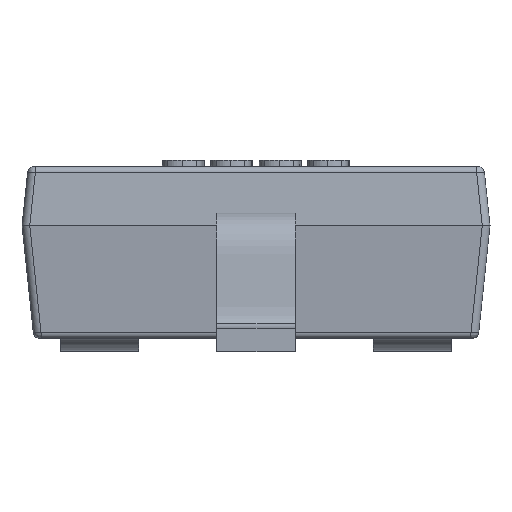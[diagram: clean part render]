
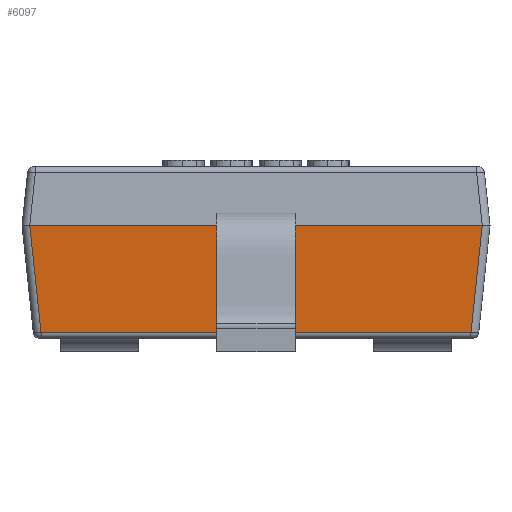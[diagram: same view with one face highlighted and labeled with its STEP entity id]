
A CAD part, left-side view. The second image highlights one B-rep face of the part: STEP entity #6097.
In plain terms, the highlighted planar face has unit normal (-0.996, 0, -0.086).
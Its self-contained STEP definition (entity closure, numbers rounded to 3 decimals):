
#6097 = ADVANCED_FACE('',(#6098),#6132,.T.);
#6098 = FACE_BOUND('',#6099,.T.);
#6099 = EDGE_LOOP('',(#6100,#6110,#6118,#6126));
#6100 = ORIENTED_EDGE('',*,*,#6101,.T.);
#6101 = EDGE_CURVE('',#6102,#6104,#6106,.T.);
#6102 = VERTEX_POINT('',#6103);
#6103 = CARTESIAN_POINT('',(-0.766,1.378,
    0.142));
#6104 = VERTEX_POINT('',#6105);
#6105 = CARTESIAN_POINT('',(-0.766,-1.378,
    0.142));
#6106 = LINE('',#6107,#6108);
#6107 = CARTESIAN_POINT('',(-0.766,1.378,
    0.142));
#6108 = VECTOR('',#6109,1.);
#6109 = DIRECTION('',(0.,-1.,0.));
#6110 = ORIENTED_EDGE('',*,*,#6111,.T.);
#6111 = EDGE_CURVE('',#6104,#6112,#6114,.T.);
#6112 = VERTEX_POINT('',#6113);
#6113 = CARTESIAN_POINT('',(-0.825,-1.45,
    0.828));
#6114 = LINE('',#6115,#6116);
#6115 = CARTESIAN_POINT('',(-0.766,-1.378,
    0.142));
#6116 = VECTOR('',#6117,1.);
#6117 = DIRECTION('',(-0.086,-0.104,0.991
    ));
#6118 = ORIENTED_EDGE('',*,*,#6119,.T.);
#6119 = EDGE_CURVE('',#6112,#6120,#6122,.T.);
#6120 = VERTEX_POINT('',#6121);
#6121 = CARTESIAN_POINT('',(-0.825,1.45,
    0.828));
#6122 = LINE('',#6123,#6124);
#6123 = CARTESIAN_POINT('',(-0.825,-1.45,
    0.828));
#6124 = VECTOR('',#6125,1.);
#6125 = DIRECTION('',(0.,1.,0.));
#6126 = ORIENTED_EDGE('',*,*,#6127,.T.);
#6127 = EDGE_CURVE('',#6120,#6102,#6128,.T.);
#6128 = LINE('',#6129,#6130);
#6129 = CARTESIAN_POINT('',(-0.825,1.45,
    0.828));
#6130 = VECTOR('',#6131,1.);
#6131 = DIRECTION('',(0.086,-0.104,-0.991
    ));
#6132 = PLANE('',#6133);
#6133 = AXIS2_PLACEMENT_3D('',#6134,#6135,#6136);
#6134 = CARTESIAN_POINT('',(-0.762,-1.5,0.105));
#6135 = DIRECTION('',(-0.996,0.,-0.086));
#6136 = DIRECTION('',(0.,1.,0.));
